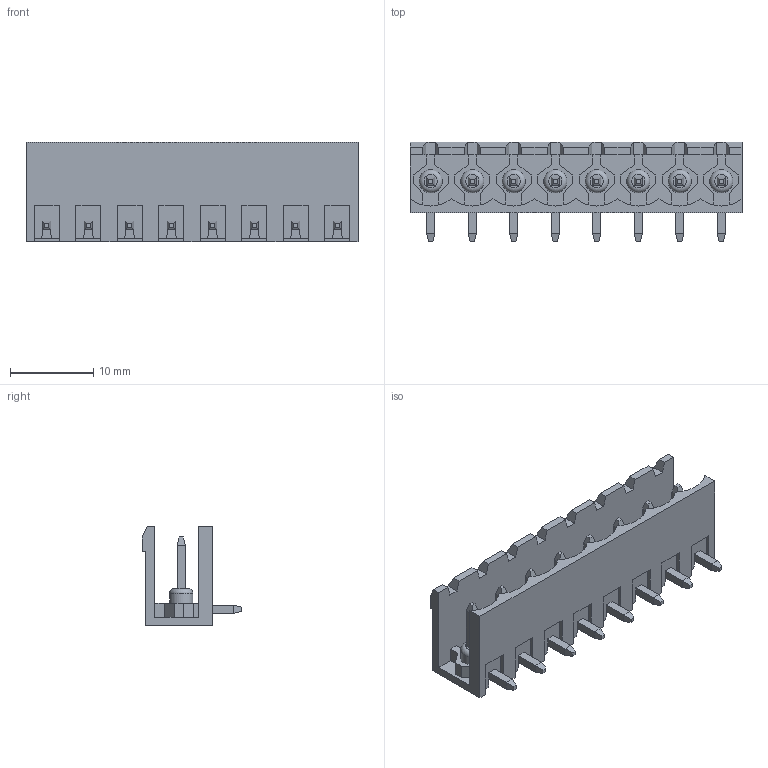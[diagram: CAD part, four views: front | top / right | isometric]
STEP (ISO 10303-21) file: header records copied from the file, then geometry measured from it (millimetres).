
FILE_DESCRIPTION( ( 'Unknown' ), '1' );
FILE_NAME( '691312710008.stp', 'Unknown', ( 'Quentin LAIDEBEUR' ), ( 'WE' ), 'PSStep 15.0.49', 'Sample-box', ' ' );
FILE_SCHEMA( ( 'AUTOMOTIVE_DESIGN { 1 0 10303 214 1 1 1 1 }' ) );
Length unit declared in the file: millimetre
Products named in the file (3): Assem1; 6913137100xx_PIN; 691311700108
Assembly tree (9 placements, depth 2):
  Assem1
    6913137100xx_PIN  x8
    691311700108
Bounding box: 40 x 12 x 12 mm (x, y, z)
Volume: 1482 mm3; surface area: 3593.8 mm2
Topology: 9 solids, 9 shells, 420 faces, 1126 edges, 724 vertices
Faces by surface type: plane 388, cylinder 24, torus 8
Full cylindrical faces by diameter (mm): 2.8 x8
Entity records: 12085 total; most frequent: CARTESIAN_POINT 1716, ORIENTED_EDGE 1686, DIRECTION 1523, EDGE_CURVE 843, LINE 785, VECTOR 785, VERTEX_POINT 562, AXIS2_PLACEMENT_3D 369
